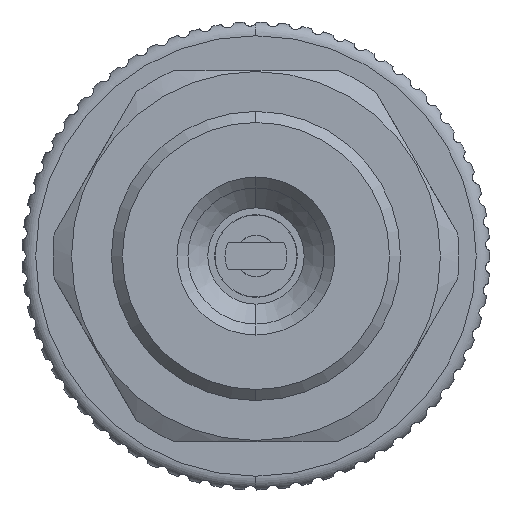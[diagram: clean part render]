
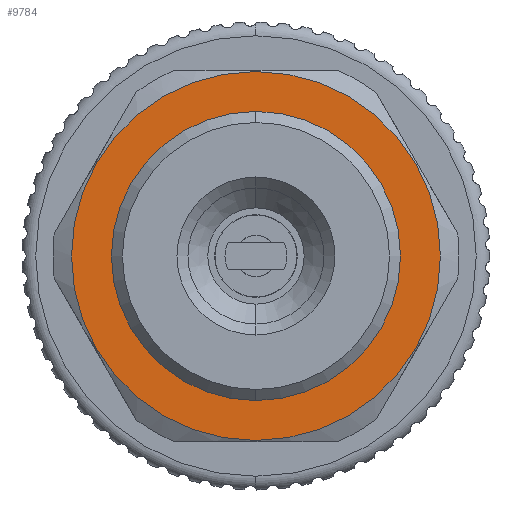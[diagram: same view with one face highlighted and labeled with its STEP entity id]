
A CAD part, front view. The second image highlights one B-rep face of the part: STEP entity #9784.
In plain terms, the highlighted planar face has unit normal (0, -1, 0).
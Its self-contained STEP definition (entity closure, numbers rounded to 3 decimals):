
#40 = AXIS2_PLACEMENT_3D ( 'NONE', #4638, #5537, #6538 ) ;
#476 = CIRCLE ( 'NONE', #9874, 13.4 ) ;
#638 = ORIENTED_EDGE ( 'NONE', *, *, #11867, .T. ) ;
#1211 = ORIENTED_EDGE ( 'NONE', *, *, #4933, .T. ) ;
#1242 = VERTEX_POINT ( 'NONE', #2855 ) ;
#1415 = CIRCLE ( 'NONE', #5580, 13.4 ) ;
#2086 = CARTESIAN_POINT ( 'NONE',  ( 0., -0.52, -13.4 ) ) ;
#2300 = CARTESIAN_POINT ( 'NONE',  ( 0., -0.52, 0. ) ) ;
#2378 = DIRECTION ( 'NONE',  ( 0., -1., 0. ) ) ;
#2545 = EDGE_LOOP ( 'NONE', ( #12071, #12007 ) ) ;
#2855 = CARTESIAN_POINT ( 'NONE',  ( 0., -0.52, 13.4 ) ) ;
#3011 = DIRECTION ( 'NONE',  ( 0., -1., 0. ) ) ;
#3248 = DIRECTION ( 'NONE',  ( 0., 0., -1. ) ) ;
#3665 = CARTESIAN_POINT ( 'NONE',  ( 0., -0.52, 0. ) ) ;
#4570 = AXIS2_PLACEMENT_3D ( 'NONE', #8659, #3011, #9620 ) ;
#4598 = DIRECTION ( 'NONE',  ( 0., 0., -1. ) ) ;
#4638 = CARTESIAN_POINT ( 'NONE',  ( 10.5, -0.52, 0. ) ) ;
#4933 = EDGE_CURVE ( 'NONE', #9941, #1242, #476, .T. ) ;
#5284 = EDGE_LOOP ( 'NONE', ( #638, #1211 ) ) ;
#5537 = DIRECTION ( 'NONE',  ( 0., -1., 0. ) ) ;
#5580 = AXIS2_PLACEMENT_3D ( 'NONE', #3665, #10252, #4598 ) ;
#5585 = PLANE ( 'NONE',  #40 ) ;
#6538 = DIRECTION ( 'NONE',  ( 0., 0., -1. ) ) ;
#7057 = VERTEX_POINT ( 'NONE', #9266 ) ;
#7164 = FACE_BOUND ( 'NONE', #2545, .T. ) ;
#7685 = CARTESIAN_POINT ( 'NONE',  ( 0., -0.52, -10.5 ) ) ;
#7775 = FACE_OUTER_BOUND ( 'NONE', #5284, .T. ) ;
#8037 = CARTESIAN_POINT ( 'NONE',  ( 0., -0.52, 0. ) ) ;
#8102 = AXIS2_PLACEMENT_3D ( 'NONE', #2300, #8908, #3248 ) ;
#8659 = CARTESIAN_POINT ( 'NONE',  ( 0., -0.52, 0. ) ) ;
#8908 = DIRECTION ( 'NONE',  ( 0., -1., 0. ) ) ;
#9002 = DIRECTION ( 'NONE',  ( 0., 0., -1. ) ) ;
#9266 = CARTESIAN_POINT ( 'NONE',  ( 0., -0.52, 10.5 ) ) ;
#9362 = VERTEX_POINT ( 'NONE', #7685 ) ;
#9369 = EDGE_CURVE ( 'NONE', #7057, #9362, #10999, .T. ) ;
#9510 = EDGE_CURVE ( 'NONE', #9362, #7057, #10428, .T. ) ;
#9620 = DIRECTION ( 'NONE',  ( 0., 0., -1. ) ) ;
#9784 = ADVANCED_FACE ( 'NONE', ( #7775, #7164 ), #5585, .T. ) ;
#9874 = AXIS2_PLACEMENT_3D ( 'NONE', #8037, #2378, #9002 ) ;
#9941 = VERTEX_POINT ( 'NONE', #2086 ) ;
#10252 = DIRECTION ( 'NONE',  ( 0., -1., 0. ) ) ;
#10428 = CIRCLE ( 'NONE', #8102, 10.5 ) ;
#10999 = CIRCLE ( 'NONE', #4570, 10.5 ) ;
#11867 = EDGE_CURVE ( 'NONE', #1242, #9941, #1415, .T. ) ;
#12007 = ORIENTED_EDGE ( 'NONE', *, *, #9369, .F. ) ;
#12071 = ORIENTED_EDGE ( 'NONE', *, *, #9510, .F. ) ;
